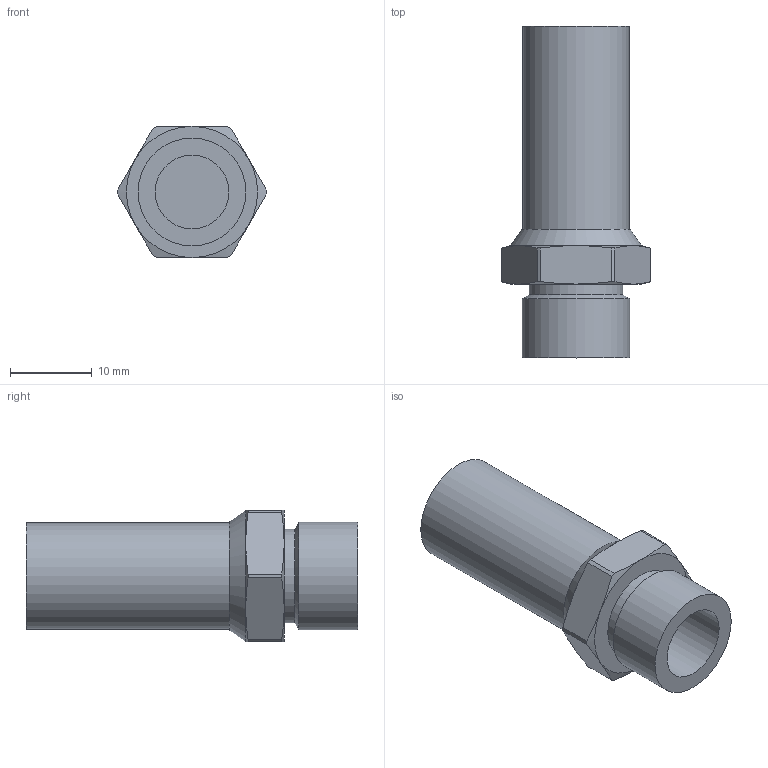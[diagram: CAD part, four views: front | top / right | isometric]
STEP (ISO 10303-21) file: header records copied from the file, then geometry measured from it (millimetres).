
FILE_DESCRIPTION(/* description */ (''),/* implementation_level */ '2;1');
FILE_NAME(/* name */ 'sd_14_es-la.stp',/* time_stamp */ '2017-01-17T12:22:42+01:00',/* author */ ('leitheußer'),/* organization */ (''),/* preprocessor_version */ 'ST-DEVELOPER v15.6',/* originating_system */ 'Autodesk Inventor LT ',/* authorisation */ '');
FILE_SCHEMA (('AUTOMOTIVE_DESIGN { 1 0 10303 214 3 1 1 }'));
Length unit declared in the file: millimetre
Products named in the file (1): Bauteil9
Bounding box: 18.2 x 40.5 x 16 mm (x, y, z)
Volume: 3482.9 mm3; surface area: 3213.2 mm2
Topology: 1 solids, 1 shells, 47 faces, 100 edges, 58 vertices
Faces by surface type: plane 23, cone 14, cylinder 10
Full cylindrical faces by diameter (mm): 9 x1, 11.445 x1, 13 x1, 13.157 x1
Entity records: 1200 total; most frequent: CARTESIAN_POINT 258, DIRECTION 198, ORIENTED_EDGE 186, EDGE_CURVE 93, AXIS2_PLACEMENT_3D 87, VERTEX_POINT 57, EDGE_LOOP 56, FACE_OUTER_BOUND 47
